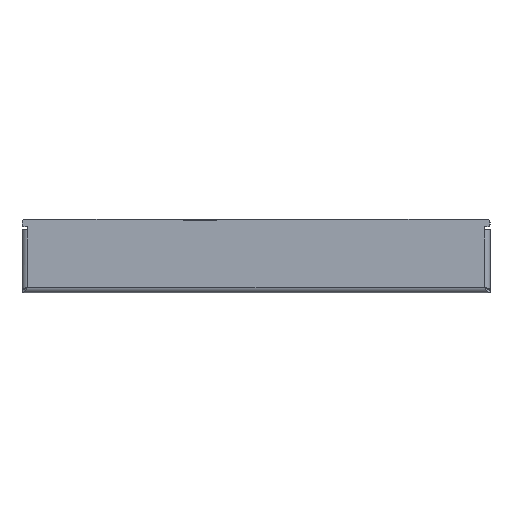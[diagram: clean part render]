
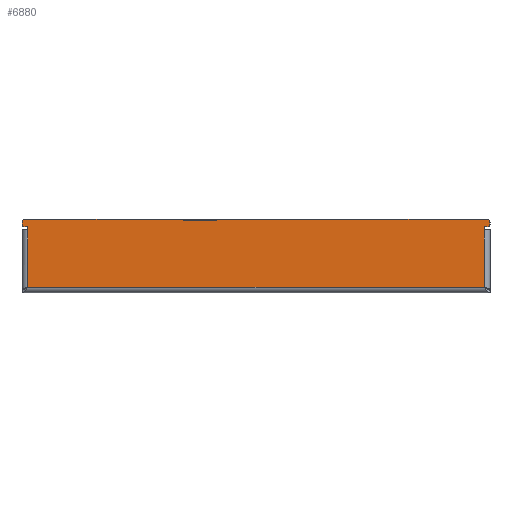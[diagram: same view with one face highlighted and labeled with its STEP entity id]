
A CAD part, front view. The second image highlights one B-rep face of the part: STEP entity #6880.
In plain terms, the highlighted planar face has unit normal (0, -1, 0).
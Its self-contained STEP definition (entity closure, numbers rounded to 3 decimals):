
#2080=CARTESIAN_POINT('',(-121.,-127.5,3.));
#2098=CARTESIAN_POINT('',(-38.365,-127.5,39.));
#2099=DIRECTION('',(0.,-1.,0.));
#2100=DIRECTION('',(1.,0.,0.));
#2101=AXIS2_PLACEMENT_3D('',#2098,#2099,#2100);
#2103=DIRECTION('',(-1.,0.,0.));
#2104=VECTOR('',#2103,16.73);
#2105=CARTESIAN_POINT('',(-20.635,-127.5,38.5));
#2106=LINE('',#2105,#2104);
#2107=CARTESIAN_POINT('',(-19.635,-127.5,39.));
#2108=DIRECTION('',(0.,-1.,0.));
#2109=DIRECTION('',(0.,0.,1.));
#2110=AXIS2_PLACEMENT_3D('',#2107,#2108,#2109);
#2112=DIRECTION('',(-1.,0.,0.));
#2113=VECTOR('',#2112,143.635);
#2114=CARTESIAN_POINT('',(124.,-127.5,39.5));
#2115=LINE('',#2114,#2113);
#2116=CARTESIAN_POINT('',(124.,-127.5,37.5));
#2117=DIRECTION('',(0.,-1.,0.));
#2118=DIRECTION('',(1.,0.,0.));
#2119=AXIS2_PLACEMENT_3D('',#2116,#2117,#2118);
#2121=DIRECTION('',(0.,0.,1.));
#2122=VECTOR('',#2121,1.);
#2123=CARTESIAN_POINT('',(126.,-127.5,36.5));
#2124=LINE('',#2123,#2122);
#2125=CARTESIAN_POINT('',(125.,-127.5,36.5));
#2126=DIRECTION('',(0.,-1.,0.));
#2127=DIRECTION('',(0.,0.,-1.));
#2128=AXIS2_PLACEMENT_3D('',#2125,#2126,#2127);
#2130=DIRECTION('',(-1.,0.,0.));
#2131=VECTOR('',#2130,1.25);
#2132=CARTESIAN_POINT('',(125.,-127.5,35.5));
#2133=LINE('',#2132,#2131);
#2134=CARTESIAN_POINT('',(123.75,-127.5,34.75));
#2135=DIRECTION('',(0.,-1.,0.));
#2136=DIRECTION('',(0.,0.,1.));
#2137=AXIS2_PLACEMENT_3D('',#2134,#2135,#2136);
#2139=DIRECTION('',(-1.,0.,0.));
#2140=VECTOR('',#2139,244.);
#2141=CARTESIAN_POINT('',(123.,-127.5,3.));
#2142=LINE('',#2141,#2140);
#2143=CARTESIAN_POINT('',(-121.75,-127.5,34.75));
#2144=DIRECTION('',(0.,1.,0.));
#2145=DIRECTION('',(0.,0.,1.));
#2146=AXIS2_PLACEMENT_3D('',#2143,#2144,#2145);
#2148=DIRECTION('',(1.,0.,0.));
#2149=VECTOR('',#2148,1.25);
#2150=CARTESIAN_POINT('',(-123.,-127.5,35.5));
#2151=LINE('',#2150,#2149);
#2152=CARTESIAN_POINT('',(-123.,-127.5,36.5));
#2153=DIRECTION('',(0.,-1.,0.));
#2154=DIRECTION('',(-1.,0.,0.));
#2155=AXIS2_PLACEMENT_3D('',#2152,#2153,#2154);
#2157=DIRECTION('',(0.,0.,-1.));
#2158=VECTOR('',#2157,1.);
#2159=CARTESIAN_POINT('',(-124.,-127.5,37.5));
#2160=LINE('',#2159,#2158);
#2161=CARTESIAN_POINT('',(-122.,-127.5,37.5));
#2162=DIRECTION('',(0.,-1.,0.));
#2163=DIRECTION('',(0.,0.,1.));
#2164=AXIS2_PLACEMENT_3D('',#2161,#2162,#2163);
#2166=DIRECTION('',(-1.,0.,0.));
#2167=VECTOR('',#2166,83.635);
#2168=CARTESIAN_POINT('',(-38.365,-127.5,39.5));
#2169=LINE('',#2168,#2167);
#2283=DIRECTION('',(0.,0.,-1.));
#2284=VECTOR('',#2283,31.75);
#2285=CARTESIAN_POINT('',(-121.,-127.5,34.75));
#2286=LINE('',#2285,#2284);
#2468=DIRECTION('',(0.,0.,1.));
#2469=VECTOR('',#2468,31.75);
#2470=CARTESIAN_POINT('',(123.,-127.5,3.));
#2471=LINE('',#2470,#2469);
#2530=CARTESIAN_POINT('',(-20.635,-127.5,39.));
#2531=DIRECTION('',(0.,1.,0.));
#2532=DIRECTION('',(1.,0.,0.));
#2533=AXIS2_PLACEMENT_3D('',#2530,#2531,#2532);
#2557=CARTESIAN_POINT('',(-37.365,-127.5,39.));
#2558=DIRECTION('',(0.,1.,0.));
#2559=DIRECTION('',(0.,0.,-1.));
#2560=AXIS2_PLACEMENT_3D('',#2557,#2558,#2559);
#2865=CARTESIAN_POINT('',(126.,-127.5,37.5));
#2866=CARTESIAN_POINT('',(124.,-127.5,39.5));
#2867=VERTEX_POINT('',#2865);
#2868=VERTEX_POINT('',#2866);
#2869=CARTESIAN_POINT('',(-122.,-127.5,39.5));
#2870=CARTESIAN_POINT('',(-124.,-127.5,37.5));
#2871=VERTEX_POINT('',#2869);
#2872=VERTEX_POINT('',#2870);
#2906=CARTESIAN_POINT('',(123.75,-127.5,35.5));
#2908=VERTEX_POINT('',#2906);
#2911=CARTESIAN_POINT('',(123.,-127.5,34.75));
#2912=VERTEX_POINT('',#2911);
#2924=VERTEX_POINT('',#2080);
#2925=CARTESIAN_POINT('',(123.,-127.5,3.));
#2926=VERTEX_POINT('',#2925);
#3085=CARTESIAN_POINT('',(-121.75,-127.5,35.5));
#3087=VERTEX_POINT('',#3085);
#3091=CARTESIAN_POINT('',(-121.,-127.5,34.75));
#3092=VERTEX_POINT('',#3091);
#3112=CARTESIAN_POINT('',(-124.,-127.5,36.5));
#3113=CARTESIAN_POINT('',(-123.,-127.5,35.5));
#3114=VERTEX_POINT('',#3112);
#3115=VERTEX_POINT('',#3113);
#3140=CARTESIAN_POINT('',(125.,-127.5,35.5));
#3141=VERTEX_POINT('',#3140);
#3142=CARTESIAN_POINT('',(126.,-127.5,36.5));
#3143=VERTEX_POINT('',#3142);
#3547=CARTESIAN_POINT('',(-37.365,-127.5,38.5));
#3549=VERTEX_POINT('',#3547);
#3551=CARTESIAN_POINT('',(-20.635,-127.5,38.5));
#3553=VERTEX_POINT('',#3551);
#3558=CARTESIAN_POINT('',(-37.865,-127.5,39.));
#3559=VERTEX_POINT('',#3558);
#3560=CARTESIAN_POINT('',(-38.365,-127.5,39.5));
#3561=VERTEX_POINT('',#3560);
#3566=CARTESIAN_POINT('',(-19.635,-127.5,39.5));
#3567=VERTEX_POINT('',#3566);
#3568=CARTESIAN_POINT('',(-20.135,-127.5,39.));
#3569=VERTEX_POINT('',#3568);
#6834=CARTESIAN_POINT('',(0.,-127.5,0.));
#6835=DIRECTION('',(0.,-1.,0.));
#6836=DIRECTION('',(1.,0.,0.));
#6837=AXIS2_PLACEMENT_3D('',#6834,#6835,#6836);
#6838=PLANE('',#6837);
#6840=ORIENTED_EDGE('',*,*,#6839,.F.);
#6842=ORIENTED_EDGE('',*,*,#6841,.F.);
#6844=ORIENTED_EDGE('',*,*,#6843,.F.);
#6846=ORIENTED_EDGE('',*,*,#6845,.F.);
#6848=ORIENTED_EDGE('',*,*,#6847,.F.);
#6850=ORIENTED_EDGE('',*,*,#6849,.F.);
#6852=ORIENTED_EDGE('',*,*,#6851,.F.);
#6854=ORIENTED_EDGE('',*,*,#6853,.F.);
#6856=ORIENTED_EDGE('',*,*,#6855,.F.);
#6858=ORIENTED_EDGE('',*,*,#6857,.T.);
#6860=ORIENTED_EDGE('',*,*,#6859,.T.);
#6862=ORIENTED_EDGE('',*,*,#6861,.F.);
#6863=ORIENTED_EDGE('',*,*,#6828,.T.);
#6865=ORIENTED_EDGE('',*,*,#6864,.F.);
#6867=ORIENTED_EDGE('',*,*,#6866,.F.);
#6869=ORIENTED_EDGE('',*,*,#6868,.F.);
#6871=ORIENTED_EDGE('',*,*,#6870,.F.);
#6873=ORIENTED_EDGE('',*,*,#6872,.F.);
#6875=ORIENTED_EDGE('',*,*,#6874,.F.);
#6877=ORIENTED_EDGE('',*,*,#6876,.F.);
#6878=EDGE_LOOP('',(#6840,#6842,#6844,#6846,#6848,#6850,#6852,#6854,#6856,#6858,
#6860,#6862,#6863,#6865,#6867,#6869,#6871,#6873,#6875,#6877));
#6879=FACE_OUTER_BOUND('',#6878,.F.);
#6880=ADVANCED_FACE('',(#6879),#6838,.T.);
#2102=CIRCLE('',#2101,0.5);
#2111=CIRCLE('',#2110,0.5);
#2120=CIRCLE('',#2119,2.);
#2129=CIRCLE('',#2128,1.);
#2138=CIRCLE('',#2137,0.75);
#2147=CIRCLE('',#2146,0.75);
#2156=CIRCLE('',#2155,1.);
#2165=CIRCLE('',#2164,2.);
#2534=CIRCLE('',#2533,0.5);
#2561=CIRCLE('',#2560,0.5);
#6828=EDGE_CURVE('',#2926,#2924,#2142,.T.);
#6839=EDGE_CURVE('',#3559,#3561,#2102,.T.);
#6841=EDGE_CURVE('',#3549,#3559,#2561,.T.);
#6843=EDGE_CURVE('',#3553,#3549,#2106,.T.);
#6845=EDGE_CURVE('',#3569,#3553,#2534,.T.);
#6847=EDGE_CURVE('',#3567,#3569,#2111,.T.);
#6849=EDGE_CURVE('',#2868,#3567,#2115,.T.);
#6851=EDGE_CURVE('',#2867,#2868,#2120,.T.);
#6853=EDGE_CURVE('',#3143,#2867,#2124,.T.);
#6855=EDGE_CURVE('',#3141,#3143,#2129,.T.);
#6857=EDGE_CURVE('',#3141,#2908,#2133,.T.);
#6859=EDGE_CURVE('',#2908,#2912,#2138,.T.);
#6861=EDGE_CURVE('',#2926,#2912,#2471,.T.);
#6864=EDGE_CURVE('',#3092,#2924,#2286,.T.);
#6866=EDGE_CURVE('',#3087,#3092,#2147,.T.);
#6868=EDGE_CURVE('',#3115,#3087,#2151,.T.);
#6870=EDGE_CURVE('',#3114,#3115,#2156,.T.);
#6872=EDGE_CURVE('',#2872,#3114,#2160,.T.);
#6874=EDGE_CURVE('',#2871,#2872,#2165,.T.);
#6876=EDGE_CURVE('',#3561,#2871,#2169,.T.);
